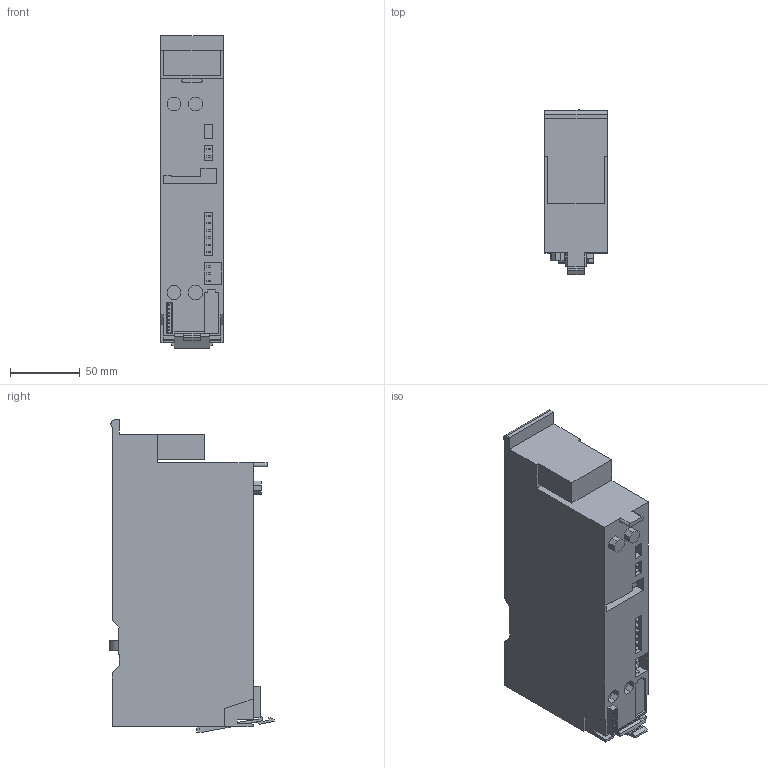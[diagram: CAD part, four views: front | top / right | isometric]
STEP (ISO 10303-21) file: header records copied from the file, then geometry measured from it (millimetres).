
FILE_DESCRIPTION (( 'STEP AP214' ), '1' );
FILE_NAME ('3RK1301_00001597_000__3D_v.STP', '2014-10-02T07:32:13', ( '' ), ( '' ), 'SwSTEP 2.0', 'SolidWorks 2013', '' );
FILE_SCHEMA (( 'AUTOMOTIVE_DESIGN' ));
Length unit declared in the file: millimetre
Products named in the file (1): 3RK1301_00001597_000__3D_v
Bounding box: 44.8 x 118.09 x 223.55 mm (x, y, z)
Volume: 893407.3 mm3; surface area: 79536.8 mm2
Topology: 1 solids, 1 shells, 303 faces, 778 edges, 517 vertices
Faces by surface type: plane 292, cylinder 11
Entity records: 10220 total; most frequent: CARTESIAN_POINT 1672, ORIENTED_EDGE 1556, DIRECTION 1401, EDGE_CURVE 778, LINE 753, VECTOR 753, VERTEX_POINT 517, EDGE_LOOP 343
